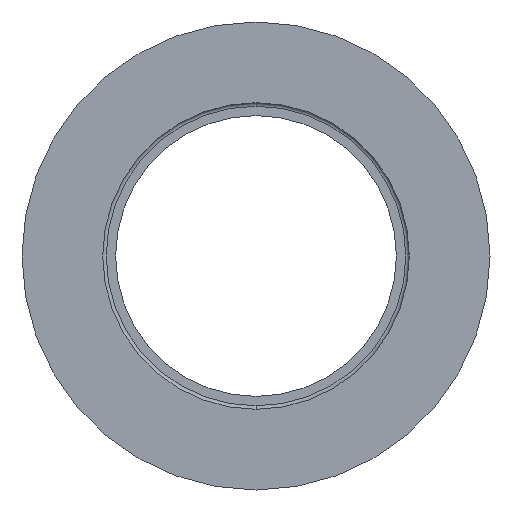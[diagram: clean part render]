
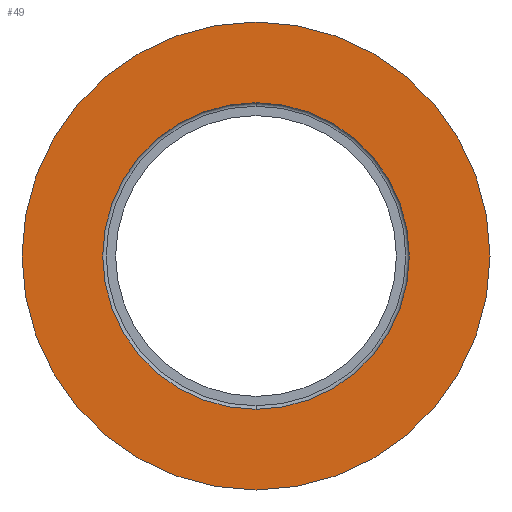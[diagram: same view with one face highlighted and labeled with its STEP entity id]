
A CAD part, left-side view. The second image highlights one B-rep face of the part: STEP entity #49.
In plain terms, the highlighted planar face has unit normal (-1, 0, 0).
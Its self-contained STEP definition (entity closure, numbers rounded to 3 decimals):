
#6 = VERTEX_POINT ( 'NONE', #374 ) ;
#12 = ORIENTED_EDGE ( 'NONE', *, *, #18, .F. ) ;
#14 = CARTESIAN_POINT ( 'NONE',  ( 0., 0., 0. ) ) ;
#15 = EDGE_CURVE ( 'NONE', #523, #456, #431, .T. ) ;
#18 = EDGE_CURVE ( 'NONE', #6, #96, #413, .T. ) ;
#22 = AXIS2_PLACEMENT_3D ( 'NONE', #131, #132, #134 ) ;
#36 = ORIENTED_EDGE ( 'NONE', *, *, #457, .F. ) ;
#49 = ADVANCED_FACE ( 'NONE', ( #423, #436 ), #85, .F. ) ;
#55 = AXIS2_PLACEMENT_3D ( 'NONE', #14, #120, #152 ) ;
#74 = DIRECTION ( 'NONE',  ( 0., 0., 1. ) ) ;
#75 = CARTESIAN_POINT ( 'NONE',  ( 0., 0., 0. ) ) ;
#79 = EDGE_LOOP ( 'NONE', ( #472, #98 ) ) ;
#85 = PLANE ( 'NONE',  #507 ) ;
#96 = VERTEX_POINT ( 'NONE', #417 ) ;
#98 = ORIENTED_EDGE ( 'NONE', *, *, #15, .T. ) ;
#120 = DIRECTION ( 'NONE',  ( -1., 0., 0. ) ) ;
#131 = CARTESIAN_POINT ( 'NONE',  ( 0., 0., 0. ) ) ;
#132 = DIRECTION ( 'NONE',  ( -1., 0., 0. ) ) ;
#134 = DIRECTION ( 'NONE',  ( 0., 0., 1. ) ) ;
#137 = CIRCLE ( 'NONE', #287, 13.1 ) ;
#152 = DIRECTION ( 'NONE',  ( 0., 0., 1. ) ) ;
#153 = CARTESIAN_POINT ( 'NONE',  ( 0., 0., -20. ) ) ;
#284 = CARTESIAN_POINT ( 'NONE',  ( 0., 0., 20. ) ) ;
#287 = AXIS2_PLACEMENT_3D ( 'NONE', #445, #293, #291 ) ;
#291 = DIRECTION ( 'NONE',  ( 0., 0., 1. ) ) ;
#293 = DIRECTION ( 'NONE',  ( -1., 0., 0. ) ) ;
#362 = CIRCLE ( 'NONE', #22, 20. ) ;
#366 = EDGE_LOOP ( 'NONE', ( #12, #36 ) ) ;
#374 = CARTESIAN_POINT ( 'NONE',  ( 0., 0., 13.1 ) ) ;
#399 = EDGE_CURVE ( 'NONE', #456, #523, #362, .T. ) ;
#413 = CIRCLE ( 'NONE', #529, 13.1 ) ;
#417 = CARTESIAN_POINT ( 'NONE',  ( 0., 0., -13.1 ) ) ;
#423 = FACE_BOUND ( 'NONE', #366, .T. ) ;
#431 = CIRCLE ( 'NONE', #55, 20. ) ;
#436 = FACE_OUTER_BOUND ( 'NONE', #79, .T. ) ;
#445 = CARTESIAN_POINT ( 'NONE',  ( 0., 0., 0. ) ) ;
#456 = VERTEX_POINT ( 'NONE', #284 ) ;
#457 = EDGE_CURVE ( 'NONE', #96, #6, #137, .T. ) ;
#462 = DIRECTION ( 'NONE',  ( 0., 0., -1. ) ) ;
#470 = DIRECTION ( 'NONE',  ( -1., 0., 0. ) ) ;
#472 = ORIENTED_EDGE ( 'NONE', *, *, #399, .T. ) ;
#476 = DIRECTION ( 'NONE',  ( 1., 0., 0. ) ) ;
#504 = CARTESIAN_POINT ( 'NONE',  ( 0., 0., -13.1 ) ) ;
#507 = AXIS2_PLACEMENT_3D ( 'NONE', #504, #476, #462 ) ;
#523 = VERTEX_POINT ( 'NONE', #153 ) ;
#529 = AXIS2_PLACEMENT_3D ( 'NONE', #75, #470, #74 ) ;
